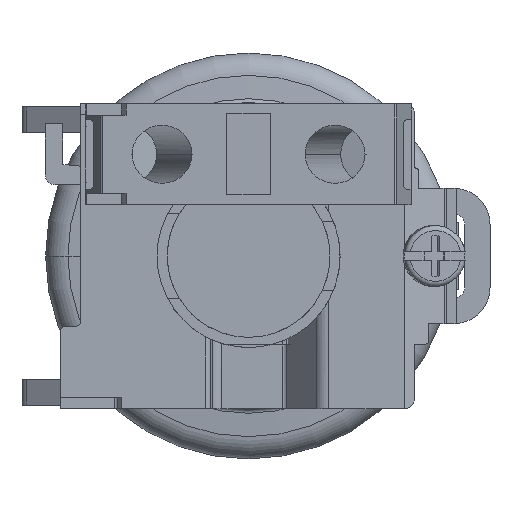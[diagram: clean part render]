
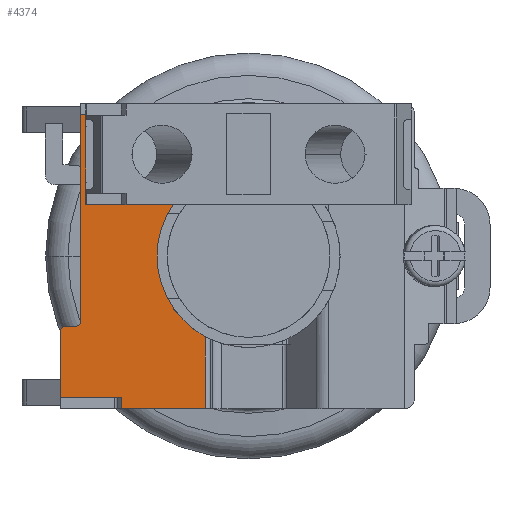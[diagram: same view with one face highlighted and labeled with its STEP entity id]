
A CAD part, front view. The second image highlights one B-rep face of the part: STEP entity #4374.
In plain terms, the highlighted planar face has unit normal (0, -1, 0).
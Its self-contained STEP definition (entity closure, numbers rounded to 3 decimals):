
#79=DIRECTION('',(1.,0.,0.));
#80=VECTOR('',#79,8.261);
#81=CARTESIAN_POINT('',(-12.5,-13.,-15.));
#82=LINE('',#81,#80);
#193=DIRECTION('',(1.,0.,0.));
#194=VECTOR('',#193,6.);
#195=CARTESIAN_POINT('',(-18.5,-13.,-13.9));
#196=LINE('',#195,#194);
#211=DIRECTION('',(0.,0.,1.));
#212=VECTOR('',#211,6.5);
#213=CARTESIAN_POINT('',(-18.5,-13.,-13.9));
#214=LINE('',#213,#212);
#215=CARTESIAN_POINT('',(-18.,-13.,-7.4));
#216=DIRECTION('',(0.,1.,0.));
#217=DIRECTION('',(-1.,0.,0.));
#218=AXIS2_PLACEMENT_3D('',#215,#216,#217);
#220=CARTESIAN_POINT('',(-17.,-13.,-6.4));
#221=DIRECTION('',(0.,-1.,0.));
#222=DIRECTION('',(0.,0.,-1.));
#223=AXIS2_PLACEMENT_3D('',#220,#221,#222);
#225=DIRECTION('',(1.,0.,0.));
#226=VECTOR('',#225,4.);
#227=CARTESIAN_POINT('',(-16.5,-13.,13.9));
#228=LINE('',#227,#226);
#229=DIRECTION('',(1.,0.,0.));
#230=VECTOR('',#229,8.261);
#231=CARTESIAN_POINT('',(-12.5,-13.,15.));
#232=LINE('',#231,#230);
#233=CARTESIAN_POINT('',(0.,-13.,0.));
#234=DIRECTION('',(0.,-1.,0.));
#235=DIRECTION('',(-0.471,0.,0.882));
#236=AXIS2_PLACEMENT_3D('',#233,#234,#235);
#238=CARTESIAN_POINT('',(0.,-13.,0.));
#239=DIRECTION('',(0.,-1.,0.));
#240=DIRECTION('',(-1.,0.,0.));
#241=AXIS2_PLACEMENT_3D('',#238,#239,#240);
#243=DIRECTION('',(0.,0.,1.));
#244=VECTOR('',#243,1.1);
#245=CARTESIAN_POINT('',(-12.5,-13.,-15.));
#246=LINE('',#245,#244);
#299=DIRECTION('',(0.,0.,-1.));
#300=VECTOR('',#299,20.3);
#301=CARTESIAN_POINT('',(-16.5,-13.,13.9));
#302=LINE('',#301,#300);
#424=DIRECTION('',(0.,0.,-1.));
#425=VECTOR('',#424,1.1);
#426=CARTESIAN_POINT('',(-12.5,-13.,15.));
#427=LINE('',#426,#425);
#2646=DIRECTION('',(0.,0.,1.));
#2647=VECTOR('',#2646,7.06);
#2648=CARTESIAN_POINT('',(-4.238,-13.,7.94));
#2649=LINE('',#2648,#2647);
#2721=DIRECTION('',(0.,0.,1.));
#2722=VECTOR('',#2721,7.06);
#2723=CARTESIAN_POINT('',(-4.238,-13.,-15.));
#2724=LINE('',#2723,#2722);
#3274=DIRECTION('',(-1.,0.,0.));
#3275=VECTOR('',#3274,1.);
#3276=CARTESIAN_POINT('',(-17.,-13.,-6.9));
#3277=LINE('',#3276,#3275);
#3310=CARTESIAN_POINT('',(-12.5,-13.,-15.));
#3311=VERTEX_POINT('',#3310);
#3312=CARTESIAN_POINT('',(-4.238,-13.,-15.));
#3313=VERTEX_POINT('',#3312);
#3360=CARTESIAN_POINT('',(-18.5,-13.,-13.9));
#3361=VERTEX_POINT('',#3360);
#3364=CARTESIAN_POINT('',(-18.5,-13.,-7.4));
#3365=VERTEX_POINT('',#3364);
#3366=CARTESIAN_POINT('',(-12.5,-13.,-13.9));
#3367=VERTEX_POINT('',#3366);
#3372=CARTESIAN_POINT('',(-18.,-13.,-6.9));
#3373=VERTEX_POINT('',#3372);
#3374=CARTESIAN_POINT('',(-17.,-13.,-6.9));
#3375=VERTEX_POINT('',#3374);
#3376=CARTESIAN_POINT('',(-16.5,-13.,-6.4));
#3377=VERTEX_POINT('',#3376);
#3378=CARTESIAN_POINT('',(-16.5,-13.,13.9));
#3379=VERTEX_POINT('',#3378);
#3380=CARTESIAN_POINT('',(-12.5,-13.,13.9));
#3381=VERTEX_POINT('',#3380);
#3382=CARTESIAN_POINT('',(-12.5,-13.,15.));
#3383=VERTEX_POINT('',#3382);
#3384=CARTESIAN_POINT('',(-4.238,-13.,15.));
#3385=VERTEX_POINT('',#3384);
#3386=CARTESIAN_POINT('',(-4.238,-13.,7.94));
#3387=VERTEX_POINT('',#3386);
#3388=CARTESIAN_POINT('',(-9.,-13.,0.));
#3389=VERTEX_POINT('',#3388);
#3390=CARTESIAN_POINT('',(-4.238,-13.,-7.94));
#3391=VERTEX_POINT('',#3390);
#4340=CARTESIAN_POINT('',(-18.5,-13.,-15.));
#4341=DIRECTION('',(0.,-1.,0.));
#4342=DIRECTION('',(1.,0.,0.));
#4343=AXIS2_PLACEMENT_3D('',#4340,#4341,#4342);
#4344=PLANE('',#4343);
#4345=ORIENTED_EDGE('',*,*,#4325,.F.);
#4346=ORIENTED_EDGE('',*,*,#4314,.T.);
#4348=ORIENTED_EDGE('',*,*,#4347,.T.);
#4350=ORIENTED_EDGE('',*,*,#4349,.F.);
#4352=ORIENTED_EDGE('',*,*,#4351,.T.);
#4354=ORIENTED_EDGE('',*,*,#4353,.F.);
#4356=ORIENTED_EDGE('',*,*,#4355,.T.);
#4358=ORIENTED_EDGE('',*,*,#4357,.F.);
#4360=ORIENTED_EDGE('',*,*,#4359,.T.);
#4362=ORIENTED_EDGE('',*,*,#4361,.F.);
#4364=ORIENTED_EDGE('',*,*,#4363,.T.);
#4366=ORIENTED_EDGE('',*,*,#4365,.T.);
#4368=ORIENTED_EDGE('',*,*,#4367,.F.);
#4369=ORIENTED_EDGE('',*,*,#4201,.F.);
#4371=ORIENTED_EDGE('',*,*,#4370,.T.);
#4372=EDGE_LOOP('',(#4345,#4346,#4348,#4350,#4352,#4354,#4356,#4358,#4360,#4362,
#4364,#4366,#4368,#4369,#4371));
#4373=FACE_OUTER_BOUND('',#4372,.F.);
#219=CIRCLE('',#218,0.5);
#224=CIRCLE('',#223,0.5);
#237=CIRCLE('',#236,9.);
#242=CIRCLE('',#241,9.);
#4201=EDGE_CURVE('',#3311,#3313,#82,.T.);
#4314=EDGE_CURVE('',#3361,#3365,#214,.T.);
#4325=EDGE_CURVE('',#3361,#3367,#196,.T.);
#4347=EDGE_CURVE('',#3365,#3373,#219,.T.);
#4349=EDGE_CURVE('',#3375,#3373,#3277,.T.);
#4351=EDGE_CURVE('',#3375,#3377,#224,.T.);
#4353=EDGE_CURVE('',#3379,#3377,#302,.T.);
#4355=EDGE_CURVE('',#3379,#3381,#228,.T.);
#4357=EDGE_CURVE('',#3383,#3381,#427,.T.);
#4359=EDGE_CURVE('',#3383,#3385,#232,.T.);
#4361=EDGE_CURVE('',#3387,#3385,#2649,.T.);
#4363=EDGE_CURVE('',#3387,#3389,#237,.T.);
#4365=EDGE_CURVE('',#3389,#3391,#242,.T.);
#4367=EDGE_CURVE('',#3313,#3391,#2724,.T.);
#4370=EDGE_CURVE('',#3311,#3367,#246,.T.);
#4374=ADVANCED_FACE('',(#4373),#4344,.T.);
